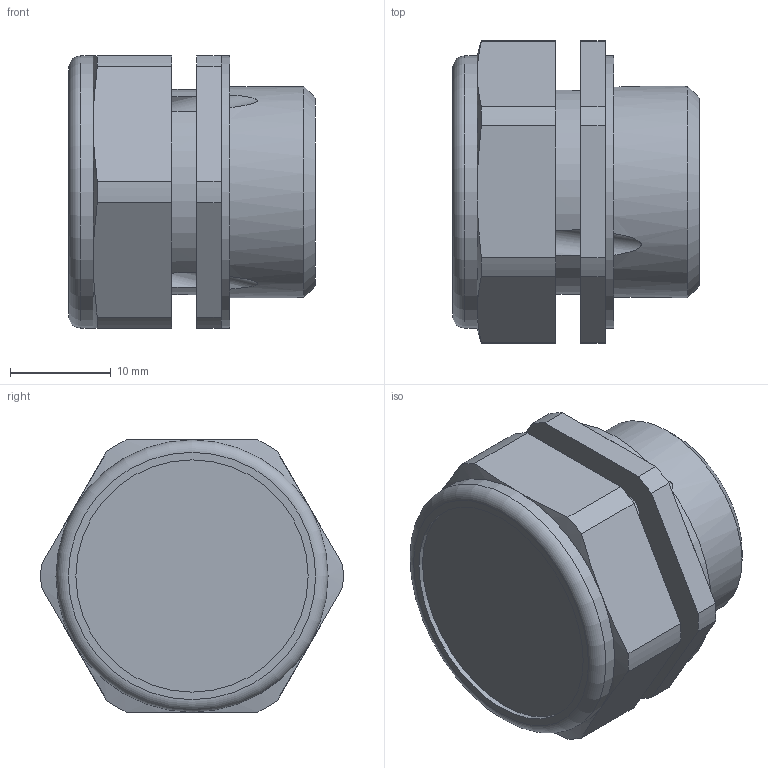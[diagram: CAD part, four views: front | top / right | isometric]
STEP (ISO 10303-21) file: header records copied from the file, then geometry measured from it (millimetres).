
FILE_DESCRIPTION( ( 'STEP AP214' ), '1' );
FILE_NAME( 'K0460.30012.stp', '2020-12-08T09:17:40', ( '' ), ( '' ), ' ', 'PARTsolutions', ' ' );
FILE_SCHEMA( ( 'AUTOMOTIVE_DESIGN { 1 0 10303 214 1 1 1 1 }' ) );
Length unit declared in the file: millimetre
Products named in the file (1): _K0460.30012
Bounding box: 24.5 x 29.99 x 27 mm (x, y, z)
Volume: 11244.2 mm3; surface area: 4145.8 mm2
Topology: 1 solids, 1 shells, 59 faces, 163 edges, 103 vertices
Faces by surface type: plane 25, cylinder 23, cone 10, torus 1
Full cylindrical faces by diameter (mm): 3 x3, 9.3 x1, 20.955 x1, 23.05 x1, 27 x2
Entity records: 2296 total; most frequent: CARTESIAN_POINT 419, DIRECTION 300, ORIENTED_EDGE 270, EDGE_CURVE 135, AXIS2_PLACEMENT_3D 126, VERTEX_POINT 93, EDGE_LOOP 77, FACE_OUTER_BOUND 68
